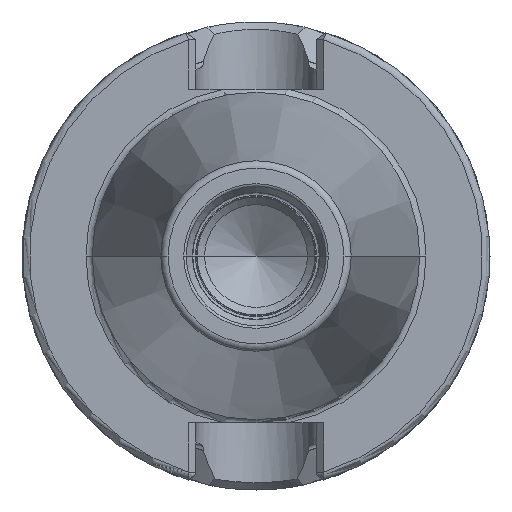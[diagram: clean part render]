
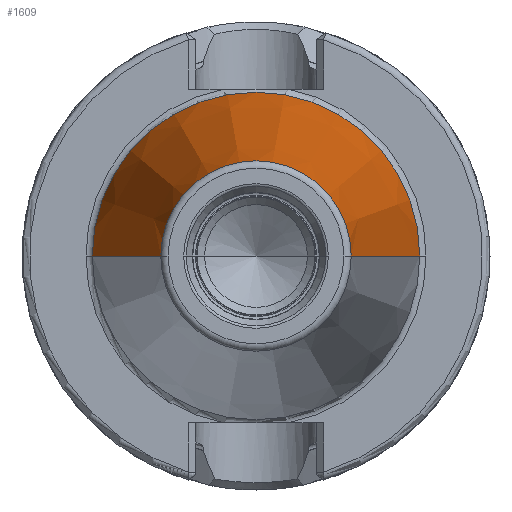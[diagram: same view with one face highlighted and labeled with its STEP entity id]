
A CAD part, left-side view. The second image highlights one B-rep face of the part: STEP entity #1609.
In plain terms, the highlighted conical face has half-angle 8.298 degrees and reference radius 17.426 mm.
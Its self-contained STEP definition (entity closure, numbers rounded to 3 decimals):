
#37=CARTESIAN_POINT('',(-64.544,0.,0.));
#38=DIRECTION('',(1.,0.,0.));
#39=DIRECTION('',(0.,1.,0.));
#40=AXIS2_PLACEMENT_3D('',#37,#38,#39);
#42=CARTESIAN_POINT('',(-1.267,0.,0.));
#43=DIRECTION('',(1.,0.,0.));
#44=DIRECTION('',(0.,1.,0.));
#45=AXIS2_PLACEMENT_3D('',#42,#43,#44);
#47=DIRECTION('',(-0.99,-0.144,0.));
#48=VECTOR('',#47,63.947);
#49=CARTESIAN_POINT('',(-1.267,22.04,0.));
#50=LINE('',#49,#48);
#51=DIRECTION('',(-0.99,0.144,0.));
#52=VECTOR('',#51,63.947);
#53=CARTESIAN_POINT('',(-1.267,-22.04,0.));
#54=LINE('',#53,#52);
#1290=CARTESIAN_POINT('',(-64.544,12.812,0.));
#1292=VERTEX_POINT('',#1290);
#1294=CARTESIAN_POINT('',(-64.544,-12.812,0.));
#1296=VERTEX_POINT('',#1294);
#1509=CARTESIAN_POINT('',(-1.267,22.04,0.));
#1510=VERTEX_POINT('',#1509);
#1511=CARTESIAN_POINT('',(-1.267,-22.04,0.));
#1512=VERTEX_POINT('',#1511);
#1595=CARTESIAN_POINT('',(-32.906,0.,0.));
#1596=DIRECTION('',(1.,0.,0.));
#1597=DIRECTION('',(0.,-1.,0.));
#1598=AXIS2_PLACEMENT_3D('',#1595,#1596,#1597);
#1599=CONICAL_SURFACE('',#1598,17.426,8.298);
#1601=ORIENTED_EDGE('',*,*,#1600,.F.);
#1603=ORIENTED_EDGE('',*,*,#1602,.T.);
#1605=ORIENTED_EDGE('',*,*,#1604,.T.);
#1606=ORIENTED_EDGE('',*,*,#1588,.F.);
#1607=EDGE_LOOP('',(#1601,#1603,#1605,#1606));
#1608=FACE_OUTER_BOUND('',#1607,.F.);
#1609=ADVANCED_FACE('',(#1608),#1599,.T.);
#41=CIRCLE('',#40,12.812);
#46=CIRCLE('',#45,22.04);
#1588=EDGE_CURVE('',#1292,#1296,#41,.T.);
#1600=EDGE_CURVE('',#1510,#1292,#50,.T.);
#1602=EDGE_CURVE('',#1510,#1512,#46,.T.);
#1604=EDGE_CURVE('',#1512,#1296,#54,.T.);
